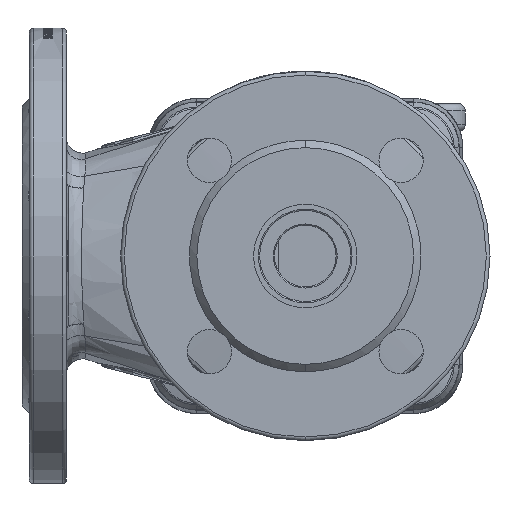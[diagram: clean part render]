
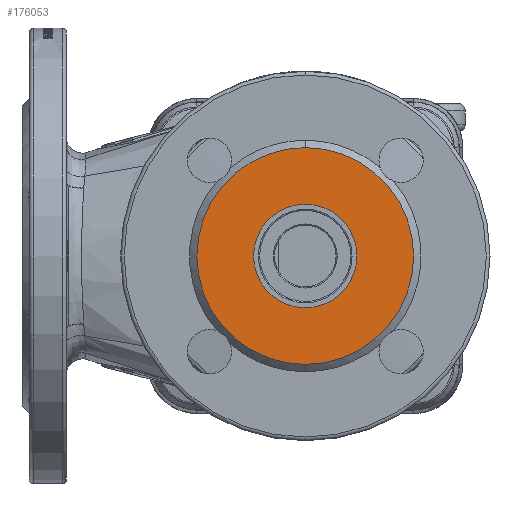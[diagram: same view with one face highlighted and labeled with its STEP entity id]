
A CAD part, front view. The second image highlights one B-rep face of the part: STEP entity #176053.
In plain terms, the highlighted planar face has unit normal (0, -1, 0).
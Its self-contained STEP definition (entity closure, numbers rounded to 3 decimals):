
#1967 = DIRECTION ( 'NONE',  ( 0., -1., 0. ) ) ;
#10515 = DIRECTION ( 'NONE',  ( 0., 0., 1. ) ) ;
#23839 = CARTESIAN_POINT ( 'NONE',  ( 0., -140., 0. ) ) ;
#27810 = FACE_OUTER_BOUND ( 'NONE', #116972, .T. ) ;
#39597 = ORIENTED_EDGE ( 'NONE', *, *, #155265, .F. ) ;
#42232 = AXIS2_PLACEMENT_3D ( 'NONE', #177645, #212662, #96594 ) ;
#45076 = AXIS2_PLACEMENT_3D ( 'NONE', #67014, #135985, #52828 ) ;
#52828 = DIRECTION ( 'NONE',  ( 0., 0., -1. ) ) ;
#53251 = VERTEX_POINT ( 'NONE', #94137 ) ;
#55590 = ORIENTED_EDGE ( 'NONE', *, *, #104600, .F. ) ;
#59699 = CARTESIAN_POINT ( 'NONE',  ( 0., -140., 0. ) ) ;
#62243 = CIRCLE ( 'NONE', #72744, 44. ) ;
#63750 = PLANE ( 'NONE',  #42232 ) ;
#67014 = CARTESIAN_POINT ( 'NONE',  ( 0., -140., 0. ) ) ;
#68663 = DIRECTION ( 'NONE',  ( 0., 0., -1. ) ) ;
#70184 = EDGE_LOOP ( 'NONE', ( #208016, #97749 ) ) ;
#72744 = AXIS2_PLACEMENT_3D ( 'NONE', #59699, #209688, #10515 ) ;
#92122 = CARTESIAN_POINT ( 'NONE',  ( 0., -140., -21. ) ) ;
#94137 = CARTESIAN_POINT ( 'NONE',  ( 0., -140., -44. ) ) ;
#94164 = AXIS2_PLACEMENT_3D ( 'NONE', #99686, #150046, #199299 ) ;
#96594 = DIRECTION ( 'NONE',  ( 0., 0., -1. ) ) ;
#97749 = ORIENTED_EDGE ( 'NONE', *, *, #98188, .F. ) ;
#98188 = EDGE_CURVE ( 'NONE', #208072, #163034, #174585, .T. ) ;
#99686 = CARTESIAN_POINT ( 'NONE',  ( 0., -140., 0. ) ) ;
#104600 = EDGE_CURVE ( 'NONE', #119210, #53251, #188584, .T. ) ;
#116972 = EDGE_LOOP ( 'NONE', ( #55590, #39597 ) ) ;
#119210 = VERTEX_POINT ( 'NONE', #129178 ) ;
#129178 = CARTESIAN_POINT ( 'NONE',  ( 0., -140., 44. ) ) ;
#132413 = CIRCLE ( 'NONE', #45076, 21. ) ;
#135985 = DIRECTION ( 'NONE',  ( 0., -1., 0. ) ) ;
#150046 = DIRECTION ( 'NONE',  ( 0., 1., 0. ) ) ;
#152778 = CARTESIAN_POINT ( 'NONE',  ( 0., -140., 21. ) ) ;
#155265 = EDGE_CURVE ( 'NONE', #53251, #119210, #62243, .T. ) ;
#163034 = VERTEX_POINT ( 'NONE', #152778 ) ;
#174273 = EDGE_CURVE ( 'NONE', #163034, #208072, #132413, .T. ) ;
#174585 = CIRCLE ( 'NONE', #209614, 21. ) ;
#176053 = ADVANCED_FACE ( 'NONE', ( #195153, #27810 ), #63750, .T. ) ;
#177645 = CARTESIAN_POINT ( 'NONE',  ( 0., -140., 0. ) ) ;
#188584 = CIRCLE ( 'NONE', #94164, 44. ) ;
#195153 = FACE_BOUND ( 'NONE', #70184, .T. ) ;
#199299 = DIRECTION ( 'NONE',  ( 0., 0., 1. ) ) ;
#208016 = ORIENTED_EDGE ( 'NONE', *, *, #174273, .F. ) ;
#208072 = VERTEX_POINT ( 'NONE', #92122 ) ;
#209614 = AXIS2_PLACEMENT_3D ( 'NONE', #23839, #1967, #68663 ) ;
#209688 = DIRECTION ( 'NONE',  ( 0., 1., 0. ) ) ;
#212662 = DIRECTION ( 'NONE',  ( 0., -1., 0. ) ) ;
